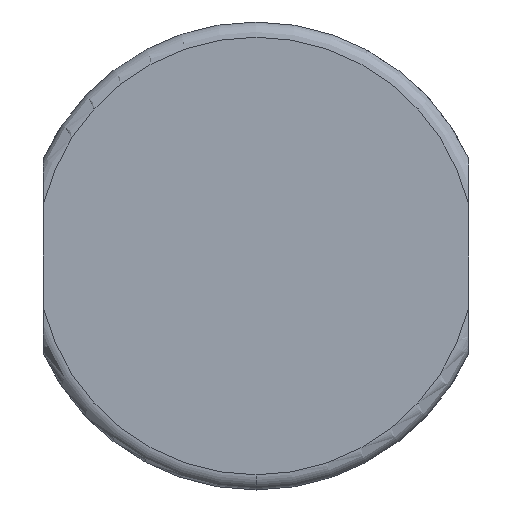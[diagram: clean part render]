
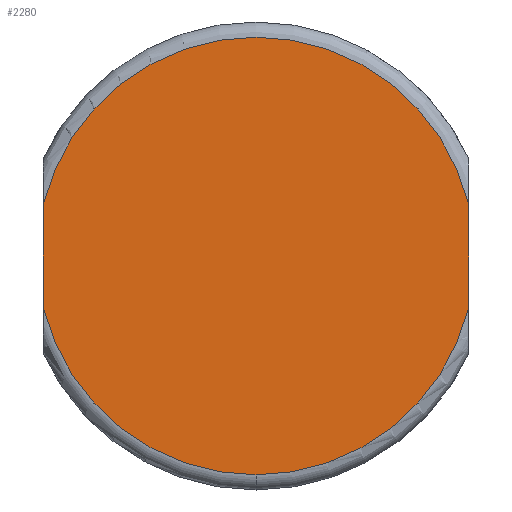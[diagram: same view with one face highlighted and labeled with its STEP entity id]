
A CAD part, front view. The second image highlights one B-rep face of the part: STEP entity #2280.
In plain terms, the highlighted planar face has unit normal (0, -1, 0).
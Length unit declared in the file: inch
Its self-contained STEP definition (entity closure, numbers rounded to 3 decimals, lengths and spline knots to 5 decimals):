
#89 = CARTESIAN_POINT ( 'NONE',  ( 0., 0., -1.8 ) ) ;
#98 = DIRECTION ( 'NONE',  ( 0., 0., 1. ) ) ;
#235 = ORIENTED_EDGE ( 'NONE', *, *, #862, .F. ) ;
#259 = EDGE_CURVE ( 'NONE', #2305, #3190, #1236, .T. ) ;
#335 = EDGE_CURVE ( 'NONE', #3343, #2596, #741, .T. ) ;
#357 = LINE ( 'NONE', #2794, #3133 ) ;
#393 = CARTESIAN_POINT ( 'NONE',  ( 0., 0., 0. ) ) ;
#575 = DIRECTION ( 'NONE',  ( 0., 0., -1. ) ) ;
#624 = CARTESIAN_POINT ( 'NONE',  ( 1.75, 0., -0.42131 ) ) ;
#741 = CIRCLE ( 'NONE', #1345, 1.8 ) ;
#862 = EDGE_CURVE ( 'NONE', #2305, #2596, #357, .T. ) ;
#931 = CARTESIAN_POINT ( 'NONE',  ( -1.75, 0., -0.42131 ) ) ;
#1132 = CARTESIAN_POINT ( 'NONE',  ( -1.75, 0., 0.42131 ) ) ;
#1161 = AXIS2_PLACEMENT_3D ( 'NONE', #1919, #2183, #575 ) ;
#1236 = CIRCLE ( 'NONE', #1161, 1.8 ) ;
#1345 = AXIS2_PLACEMENT_3D ( 'NONE', #1375, #2268, #3252 ) ;
#1375 = CARTESIAN_POINT ( 'NONE',  ( 0., 0., 0. ) ) ;
#1397 = VECTOR ( 'NONE', #2244, 39.37008 ) ;
#1600 = EDGE_LOOP ( 'NONE', ( #2253, #2432, #2852, #3058, #235 ) ) ;
#1617 = CIRCLE ( 'NONE', #1878, 1.8 ) ;
#1738 = AXIS2_PLACEMENT_3D ( 'NONE', #393, #1973, #98 ) ;
#1876 = CARTESIAN_POINT ( 'NONE',  ( 1.75, 0., 0.42131 ) ) ;
#1878 = AXIS2_PLACEMENT_3D ( 'NONE', #2486, #2462, #2799 ) ;
#1906 = FACE_OUTER_BOUND ( 'NONE', #1600, .T. ) ;
#1919 = CARTESIAN_POINT ( 'NONE',  ( 0., 0., 0. ) ) ;
#1973 = DIRECTION ( 'NONE',  ( 0., 1., 0. ) ) ;
#1975 = CARTESIAN_POINT ( 'NONE',  ( 1.75, 0., -1.6 ) ) ;
#2183 = DIRECTION ( 'NONE',  ( 0., -1., 0. ) ) ;
#2244 = DIRECTION ( 'NONE',  ( 0., 0., 1. ) ) ;
#2253 = ORIENTED_EDGE ( 'NONE', *, *, #259, .T. ) ;
#2268 = DIRECTION ( 'NONE',  ( 0., -1., 0. ) ) ;
#2280 = ADVANCED_FACE ( 'NONE', ( #1906 ), #3314, .F. ) ;
#2305 = VERTEX_POINT ( 'NONE', #931 ) ;
#2432 = ORIENTED_EDGE ( 'NONE', *, *, #3060, .T. ) ;
#2462 = DIRECTION ( 'NONE',  ( 0., -1., 0. ) ) ;
#2486 = CARTESIAN_POINT ( 'NONE',  ( 0., 0., 0. ) ) ;
#2575 = LINE ( 'NONE', #1975, #1397 ) ;
#2596 = VERTEX_POINT ( 'NONE', #1132 ) ;
#2794 = CARTESIAN_POINT ( 'NONE',  ( -1.75, 0., -1.6 ) ) ;
#2799 = DIRECTION ( 'NONE',  ( 0., 0., -1. ) ) ;
#2852 = ORIENTED_EDGE ( 'NONE', *, *, #3100, .T. ) ;
#3058 = ORIENTED_EDGE ( 'NONE', *, *, #335, .T. ) ;
#3060 = EDGE_CURVE ( 'NONE', #3190, #3063, #1617, .T. ) ;
#3063 = VERTEX_POINT ( 'NONE', #624 ) ;
#3100 = EDGE_CURVE ( 'NONE', #3063, #3343, #2575, .T. ) ;
#3133 = VECTOR ( 'NONE', #3344, 39.37008 ) ;
#3190 = VERTEX_POINT ( 'NONE', #89 ) ;
#3252 = DIRECTION ( 'NONE',  ( 0., 0., -1. ) ) ;
#3314 = PLANE ( 'NONE',  #1738 ) ;
#3343 = VERTEX_POINT ( 'NONE', #1876 ) ;
#3344 = DIRECTION ( 'NONE',  ( 0., 0., 1. ) ) ;
